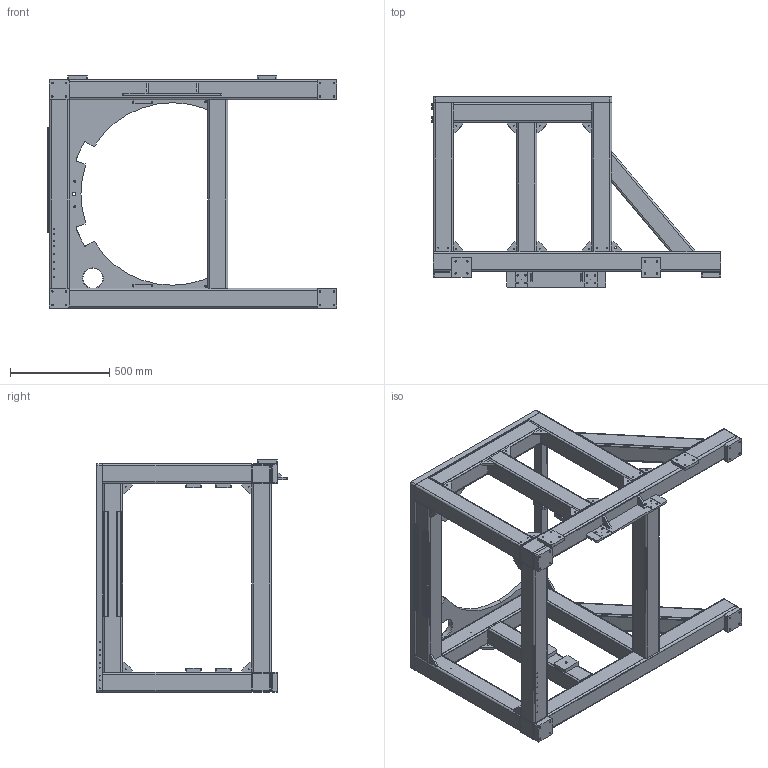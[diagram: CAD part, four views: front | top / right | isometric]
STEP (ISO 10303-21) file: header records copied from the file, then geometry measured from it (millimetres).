
FILE_DESCRIPTION (( 'STEP AP203' ), '1' );
FILE_NAME ('SCRP900.04-01-00.K02 °²×°µ××ù.STEP', '2021-07-19T07:41:47', ( '' ), ( '' ), 'SwSTEP 2.0', 'SolidWorks 2016', '' );
FILE_SCHEMA (( 'CONFIG_CONTROL_DESIGN' ));
Length unit declared in the file: millimetre
Products named in the file (11): SCRP900.04-01-00.K02 假蚾菁釱; SCRP900.04-01-01.K01 框架_默认<按加工>; SCRP900.04-01-02.K01 簪极假蚾啣; SCRP900.04-01-03.K01 猾啣; SCRP900.04-01-06.K01 假蚾輸; SCRP900.04-01-05.K01 加强筋; SCRP900.04-01-10.K01 嫖萇假蚾啣; SCRP900.04-01-04.K01 華褐假蚾啣; SCRP900.04-01-07.K01 羞詩; SCRP900.04-01-08.K01 蝓蟈假蚾啣; SCRP900.04-01-09.K01 ァ詰嘐隅啣
Assembly tree (46 placements, depth 2):
  SCRP900.04-01-00.K02 假蚾菁釱
    SCRP900.04-01-01.K01 框架_默认<按加工>
    SCRP900.04-01-02.K01 簪极假蚾啣
    SCRP900.04-01-03.K01 猾啣  x4
    SCRP900.04-01-04.K01 華褐假蚾啣  x4
    SCRP900.04-01-05.K01 加强筋  x26
    SCRP900.04-01-06.K01 假蚾輸  x4
    SCRP900.04-01-07.K01 羞詩  x2
    SCRP900.04-01-08.K01 蝓蟈假蚾啣  x2
    SCRP900.04-01-09.K01 ァ詰嘐隅啣
    SCRP900.04-01-10.K01 嫖萇假蚾啣
Bounding box: 1461 x 960 x 1170 mm (x, y, z)
Volume: 39540638.1 mm3; surface area: 11410942 mm2
Topology: 61 solids, 61 shells, 1099 faces, 2821 edges, 1822 vertices
Faces by surface type: plane 578, cylinder 432, cone 86, torus 3
Entity records: 22647 total; most frequent: DIRECTION 3672, CARTESIAN_POINT 3670, ORIENTED_EDGE 3378, EDGE_CURVE 1689, AXIS2_PLACEMENT_3D 1332, VERTEX_POINT 1106, VECTOR 1008, LINE 1008
